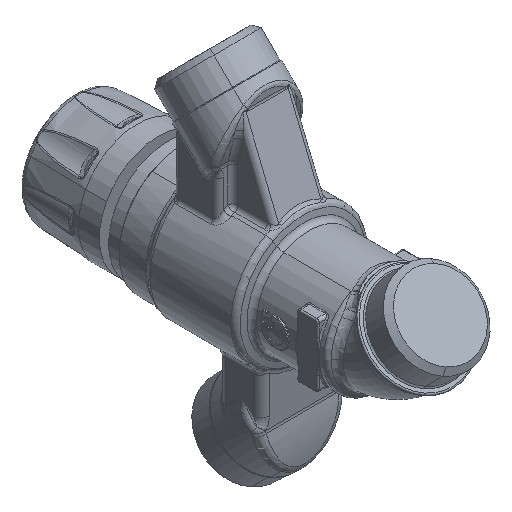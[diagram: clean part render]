
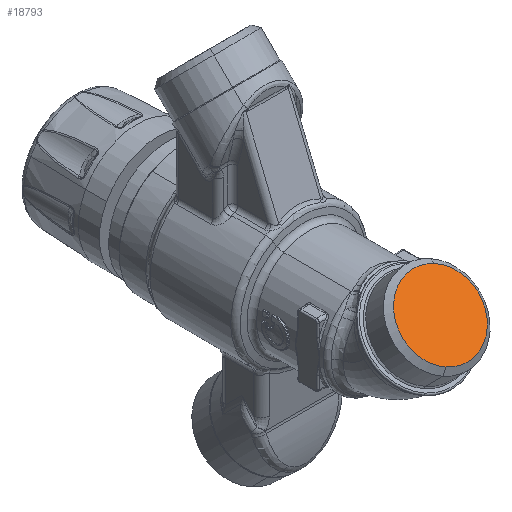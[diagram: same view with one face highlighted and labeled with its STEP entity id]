
A CAD part, isometric view. The second image highlights one B-rep face of the part: STEP entity #18793.
In plain terms, the highlighted planar face has unit normal (0, 0.707, -0.707).
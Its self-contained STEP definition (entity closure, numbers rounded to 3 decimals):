
#18521=CARTESIAN_POINT('Vertex',(6.976,-59.013,26.071)) ;
#18524=CARTESIAN_POINT('Axis2P3D Location',(0.,-68.042,17.042)) ;
#18528=CARTESIAN_POINT('Vertex',(-6.976,-77.071,8.013)) ;
#18553=CARTESIAN_POINT('Axis2P3D Location',(0.,-68.042,17.042)) ;
#18784=CARTESIAN_POINT('Axis2P3D Location',(0.,-68.042,17.042)) ;
#18525=DIRECTION('Axis2P3D Direction',(0.,0.707,-0.707)) ;
#18554=DIRECTION('Axis2P3D Direction',(0.,0.707,-0.707)) ;
#18785=DIRECTION('Axis2P3D Direction',(0.,-0.707,0.707)) ;
#18786=DIRECTION('Axis2P3D XDirection',(1.,0.,0.)) ;
#18526=AXIS2_PLACEMENT_3D('Circle Axis2P3D',#18524,#18525,$) ;
#18555=AXIS2_PLACEMENT_3D('Circle Axis2P3D',#18553,#18554,$) ;
#18787=AXIS2_PLACEMENT_3D('Plane Axis2P3D',#18784,#18785,#18786) ;
#18790=ORIENTED_EDGE('',*,*,#18530,.F.) ;
#18791=ORIENTED_EDGE('',*,*,#18557,.F.) ;
#18793=ADVANCED_FACE('Sheet.4',(#18792),#18788,.F.) ;
#18527=CIRCLE('generated circle',#18526,14.55) ;
#18556=CIRCLE('generated circle',#18555,14.55) ;
#18530=EDGE_CURVE('',#18522,#18529,#18527,.F.) ;
#18557=EDGE_CURVE('',#18529,#18522,#18556,.F.) ;
#18789=EDGE_LOOP('',(#18790,#18791)) ;
#18792=FACE_OUTER_BOUND('',#18789,.T.) ;
#18788=PLANE('',#18787) ;
#18522=VERTEX_POINT('',#18521) ;
#18529=VERTEX_POINT('',#18528) ;
